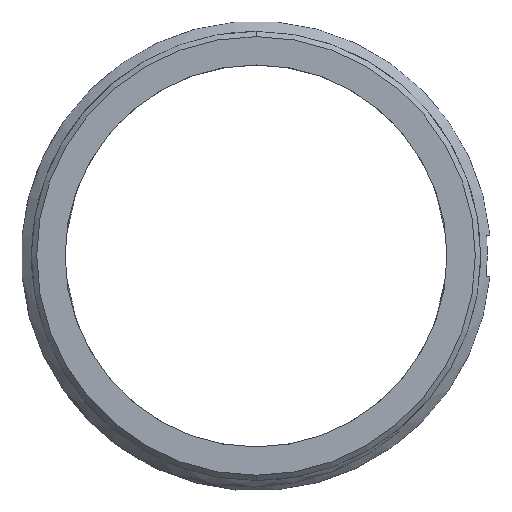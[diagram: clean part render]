
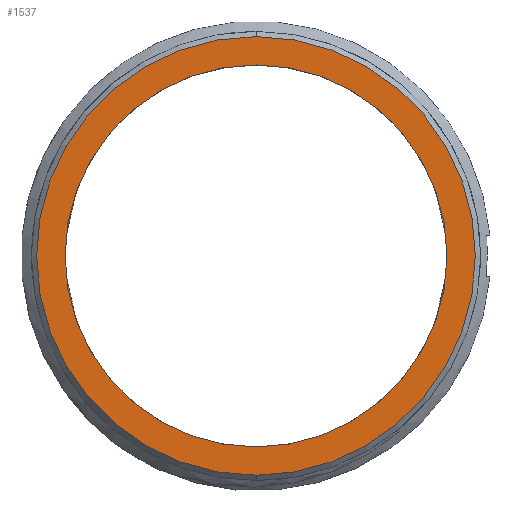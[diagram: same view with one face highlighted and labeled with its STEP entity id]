
A CAD part, top view. The second image highlights one B-rep face of the part: STEP entity #1537.
In plain terms, the highlighted planar face has unit normal (0, 0, 1).
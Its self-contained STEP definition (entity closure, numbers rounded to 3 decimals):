
#496=CARTESIAN_POINT('',(0.,0.,-2.794));
#497=DIRECTION('',(0.,0.,-1.));
#498=DIRECTION('',(0.,-1.,0.));
#499=AXIS2_PLACEMENT_3D('',#496,#497,#498);
#501=CARTESIAN_POINT('',(0.,0.,-2.794));
#502=DIRECTION('',(0.,0.,-1.));
#503=DIRECTION('',(0.,1.,0.));
#504=AXIS2_PLACEMENT_3D('',#501,#502,#503);
#506=CARTESIAN_POINT('',(0.,0.,-2.794));
#507=DIRECTION('',(0.,0.,-1.));
#508=DIRECTION('',(0.,1.,0.));
#509=AXIS2_PLACEMENT_3D('',#506,#507,#508);
#511=CARTESIAN_POINT('',(0.,0.,-2.794));
#512=DIRECTION('',(0.,0.,-1.));
#513=DIRECTION('',(0.,-1.,0.));
#514=AXIS2_PLACEMENT_3D('',#511,#512,#513);
#646=CARTESIAN_POINT('',(0.,-5.525,-2.794));
#647=VERTEX_POINT('',#646);
#656=CARTESIAN_POINT('',(0.,5.525,-2.794));
#657=VERTEX_POINT('',#656);
#696=CARTESIAN_POINT('',(0.,6.345,-2.794));
#697=CARTESIAN_POINT('',(0.,-6.345,-2.794));
#698=VERTEX_POINT('',#696);
#699=VERTEX_POINT('',#697);
#1522=CARTESIAN_POINT('',(0.,0.,-2.794));
#1523=DIRECTION('',(0.,0.,-1.));
#1524=DIRECTION('',(0.,1.,0.));
#1525=AXIS2_PLACEMENT_3D('',#1522,#1523,#1524);
#1526=PLANE('',#1525);
#1528=ORIENTED_EDGE('',*,*,#1527,.T.);
#1530=ORIENTED_EDGE('',*,*,#1529,.T.);
#1531=EDGE_LOOP('',(#1528,#1530));
#1532=FACE_OUTER_BOUND('',#1531,.F.);
#1533=ORIENTED_EDGE('',*,*,#733,.F.);
#1534=ORIENTED_EDGE('',*,*,#1511,.F.);
#1535=EDGE_LOOP('',(#1533,#1534));
#1536=FACE_BOUND('',#1535,.F.);
#1537=ADVANCED_FACE('',(#1532,#1536),#1526,.F.);
#500=CIRCLE('',#499,5.525);
#505=CIRCLE('',#504,5.525);
#510=CIRCLE('',#509,6.345);
#515=CIRCLE('',#514,6.345);
#733=EDGE_CURVE('',#647,#657,#500,.T.);
#1511=EDGE_CURVE('',#657,#647,#505,.T.);
#1527=EDGE_CURVE('',#698,#699,#510,.T.);
#1529=EDGE_CURVE('',#699,#698,#515,.T.);
